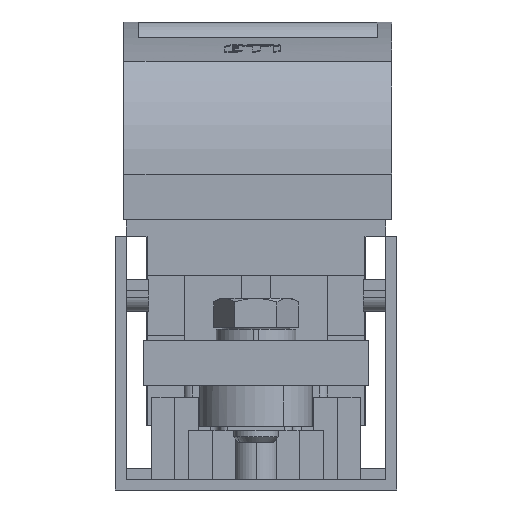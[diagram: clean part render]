
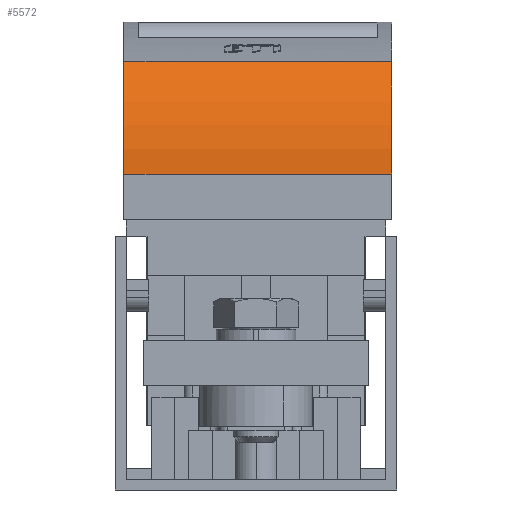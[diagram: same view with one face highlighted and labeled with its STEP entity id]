
A CAD part, front view. The second image highlights one B-rep face of the part: STEP entity #5572.
In plain terms, the highlighted cylindrical face has radius 30 mm (diameter 60 mm), a partial arc.
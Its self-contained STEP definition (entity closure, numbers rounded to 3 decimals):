
#2072=CARTESIAN_POINT('',(49.,23.75,59.7));
#2073=DIRECTION('',(0.,1.,0.));
#2074=DIRECTION('',(-1.,0.,0.));
#2075=AXIS2_PLACEMENT_3D('',#2072,#2073,#2074);
#2914=CARTESIAN_POINT('',(49.,-23.75,59.7));
#2915=DIRECTION('',(0.,-1.,0.));
#2916=DIRECTION('',(-0.745,0.,0.667));
#2917=AXIS2_PLACEMENT_3D('',#2914,#2915,#2916);
#3171=DIRECTION('',(0.,-1.,0.));
#3172=VECTOR('',#3171,47.5);
#3173=CARTESIAN_POINT('',(19.,23.75,59.7));
#3174=LINE('',#3173,#3172);
#3178=DIRECTION('',(0.,1.,0.));
#3179=VECTOR('',#3178,47.5);
#3180=CARTESIAN_POINT('',(26.639,-23.75,79.7));
#3181=LINE('',#3180,#3179);
#4633=CARTESIAN_POINT('',(26.639,23.75,79.7));
#4635=VERTEX_POINT('',#4633);
#4637=CARTESIAN_POINT('',(26.639,-23.75,79.7));
#4638=VERTEX_POINT('',#4637);
#4649=CARTESIAN_POINT('',(19.,23.75,59.7));
#4650=CARTESIAN_POINT('',(19.,-23.75,59.7));
#4651=VERTEX_POINT('',#4649);
#4652=VERTEX_POINT('',#4650);
#5561=CARTESIAN_POINT('',(49.,0.,59.7));
#5562=DIRECTION('',(0.,1.,0.));
#5563=DIRECTION('',(-1.,0.,0.));
#5564=AXIS2_PLACEMENT_3D('',#5561,#5562,#5563);
#5565=CYLINDRICAL_SURFACE('',#5564,30.);
#5566=ORIENTED_EDGE('',*,*,#5547,.F.);
#5567=ORIENTED_EDGE('',*,*,#5090,.T.);
#5568=ORIENTED_EDGE('',*,*,#5070,.F.);
#5569=ORIENTED_EDGE('',*,*,#5432,.T.);
#5570=EDGE_LOOP('',(#5566,#5567,#5568,#5569));
#5571=FACE_OUTER_BOUND('',#5570,.F.);
#2076=CIRCLE('',#2075,30.);
#2918=CIRCLE('',#2917,30.);
#5070=EDGE_CURVE('',#4638,#4635,#3181,.T.);
#5090=EDGE_CURVE('',#4651,#4635,#2076,.T.);
#5432=EDGE_CURVE('',#4638,#4652,#2918,.T.);
#5547=EDGE_CURVE('',#4651,#4652,#3174,.T.);
#5572=ADVANCED_FACE('',(#5571),#5565,.T.);
